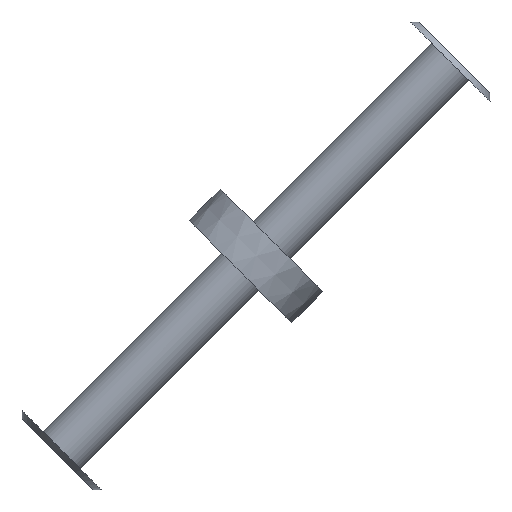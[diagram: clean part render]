
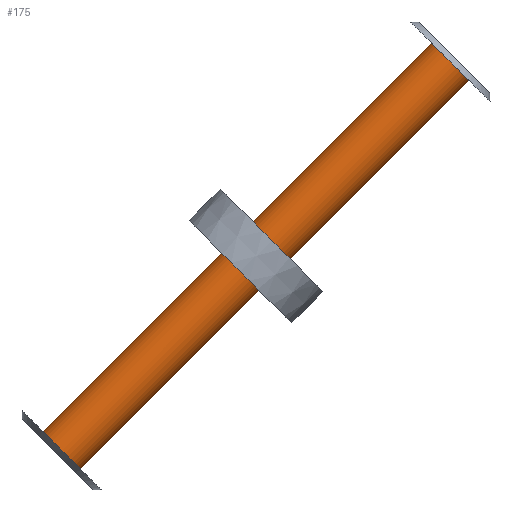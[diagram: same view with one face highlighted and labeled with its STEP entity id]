
A CAD part, front view. The second image highlights one B-rep face of the part: STEP entity #175.
In plain terms, the highlighted cylindrical face has radius 2.25 mm (diameter 4.5 mm), a full revolution.
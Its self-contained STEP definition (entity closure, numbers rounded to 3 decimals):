
#16=CYLINDRICAL_SURFACE('',#213,2.25);
#28=FACE_OUTER_BOUND('',#40,.T.);
#40=EDGE_LOOP('',(#145,#146,#147,#148,#149,#150));
#48=LINE('',#325,#55);
#55=VECTOR('',#273,2.25);
#69=CIRCLE('',#211,2.25);
#70=CIRCLE('',#212,2.25);
#71=CIRCLE('',#214,2.25);
#72=CIRCLE('',#215,2.25);
#86=VERTEX_POINT('',#315);
#87=VERTEX_POINT('',#317);
#88=VERTEX_POINT('',#321);
#89=VERTEX_POINT('',#322);
#107=EDGE_CURVE('',#86,#87,#69,.T.);
#108=EDGE_CURVE('',#87,#86,#70,.T.);
#109=EDGE_CURVE('',#88,#89,#71,.T.);
#110=EDGE_CURVE('',#89,#88,#72,.T.);
#111=EDGE_CURVE('',#89,#87,#48,.T.);
#145=ORIENTED_EDGE('',*,*,#109,.F.);
#146=ORIENTED_EDGE('',*,*,#110,.F.);
#147=ORIENTED_EDGE('',*,*,#111,.T.);
#148=ORIENTED_EDGE('',*,*,#107,.F.);
#149=ORIENTED_EDGE('',*,*,#108,.F.);
#150=ORIENTED_EDGE('',*,*,#111,.F.);
#175=ADVANCED_FACE('',(#28),#16,.F.);
#211=AXIS2_PLACEMENT_3D('',#318,#263,#264);
#212=AXIS2_PLACEMENT_3D('',#319,#265,#266);
#213=AXIS2_PLACEMENT_3D('',#320,#267,#268);
#214=AXIS2_PLACEMENT_3D('',#323,#269,#270);
#215=AXIS2_PLACEMENT_3D('',#324,#271,#272);
#263=DIRECTION('center_axis',(0.707,0.,0.707));
#264=DIRECTION('ref_axis',(0.,-1.,0.));
#265=DIRECTION('center_axis',(0.707,0.,0.707));
#266=DIRECTION('ref_axis',(0.,-1.,0.));
#267=DIRECTION('center_axis',(0.707,0.,0.707));
#268=DIRECTION('ref_axis',(0.,1.,0.));
#269=DIRECTION('center_axis',(-0.707,0.,
-0.707));
#270=DIRECTION('ref_axis',(0.,-1.,0.));
#271=DIRECTION('center_axis',(-0.707,0.,
-0.707));
#272=DIRECTION('ref_axis',(0.,-1.,0.));
#273=DIRECTION('',(-0.707,0.,-0.707));
#315=CARTESIAN_POINT('',(9.259,40.55,-16.514));
#317=CARTESIAN_POINT('',(9.259,36.05,-16.514));
#318=CARTESIAN_POINT('Origin',(9.259,38.3,-16.514));
#319=CARTESIAN_POINT('Origin',(9.259,38.3,-16.514));
#320=CARTESIAN_POINT('Origin',(25.773,38.3,0.));
#321=CARTESIAN_POINT('',(42.287,40.55,16.514));
#322=CARTESIAN_POINT('',(42.287,36.05,16.514));
#323=CARTESIAN_POINT('Origin',(42.287,38.3,16.514));
#324=CARTESIAN_POINT('Origin',(42.287,38.3,16.514));
#325=CARTESIAN_POINT('',(25.773,36.05,0.));
